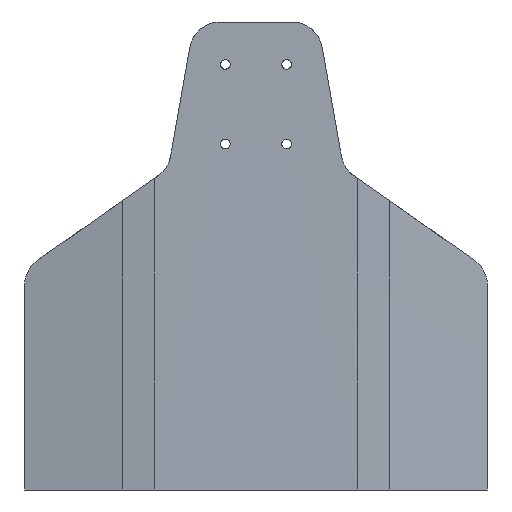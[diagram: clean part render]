
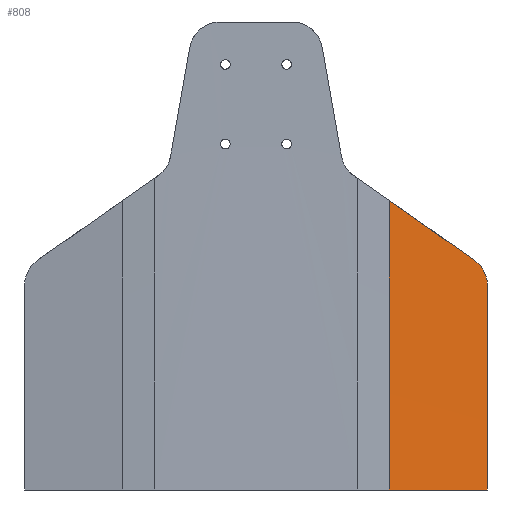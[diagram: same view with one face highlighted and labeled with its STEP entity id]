
A CAD part, front view. The second image highlights one B-rep face of the part: STEP entity #808.
In plain terms, the highlighted conical face has half-angle 9.594 degrees and reference radius 30005 mm.
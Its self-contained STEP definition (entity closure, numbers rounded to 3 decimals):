
#16=CONICAL_SURFACE('',#897,30005.,0.167);
#24=ELLIPSE('',#899,55716.85,31012.732);
#81=CIRCLE('',#896,30001.399);
#82=CIRCLE('',#898,30010.);
#108=FACE_OUTER_BOUND('',#158,.T.);
#158=EDGE_LOOP('',(#644,#645,#646,#647,#648));
#204=B_SPLINE_CURVE_WITH_KNOTS('',3,(#1537,#1538,#1539,#1540,#1541,#1542,
#1543,#1544,#1545,#1546,#1547,#1548,#1549,#1550),.UNSPECIFIED.,.F.,.F.,
(4,2,2,2,2,2,4),(0.948,1.22,1.522,1.825,
2.127,2.43,2.433),.UNSPECIFIED.);
#227=LINE('',#1173,#277);
#277=VECTOR('',#943,10.);
#329=VERTEX_POINT('',#1170);
#330=VERTEX_POINT('',#1172);
#379=VERTEX_POINT('',#1525);
#380=VERTEX_POINT('',#1534);
#381=VERTEX_POINT('',#1536);
#413=EDGE_CURVE('',#330,#329,#227,.T.);
#478=EDGE_CURVE('',#330,#379,#81,.T.);
#480=EDGE_CURVE('',#329,#380,#82,.T.);
#481=EDGE_CURVE('',#381,#380,#204,.T.);
#482=EDGE_CURVE('',#381,#379,#24,.T.);
#644=ORIENTED_EDGE('',*,*,#413,.T.);
#645=ORIENTED_EDGE('',*,*,#480,.T.);
#646=ORIENTED_EDGE('',*,*,#481,.F.);
#647=ORIENTED_EDGE('',*,*,#482,.T.);
#648=ORIENTED_EDGE('',*,*,#478,.F.);
#808=ADVANCED_FACE('',(#108),#16,.F.);
#896=AXIS2_PLACEMENT_3D('',#1526,#1052,#1053);
#897=AXIS2_PLACEMENT_3D('',#1533,#1054,#1055);
#898=AXIS2_PLACEMENT_3D('',#1535,#1056,#1057);
#899=AXIS2_PLACEMENT_3D('',#1551,#1058,#1059);
#943=DIRECTION('',(0.986,0.167,0.));
#1052=DIRECTION('center_axis',(1.,0.,0.));
#1053=DIRECTION('ref_axis',(0.,1.,0.007));
#1054=DIRECTION('center_axis',(1.,0.,0.));
#1055=DIRECTION('ref_axis',(0.,1.,0.));
#1056=DIRECTION('center_axis',(1.,0.,0.));
#1057=DIRECTION('ref_axis',(0.,0.,-1.));
#1058=DIRECTION('center_axis',(0.574,0.,0.819));
#1059=DIRECTION('ref_axis',(-0.819,0.,0.574));
#1170=CARTESIAN_POINT('',(120.,9.04,240.));
#1172=CARTESIAN_POINT('',(69.114,0.439,240.));
#1173=CARTESIAN_POINT('',(94.557,4.74,240.));
#1525=CARTESIAN_POINT('',(69.114,-1.136,389.996));
#1526=CARTESIAN_POINT('Origin',(69.114,-30000.,0.));
#1533=CARTESIAN_POINT('Origin',(90.42,-30000.,0.));
#1534=CARTESIAN_POINT('',(120.,8.005,346.036));
#1535=CARTESIAN_POINT('Origin',(120.,-30000.,0.));
#1536=CARTESIAN_POINT('',(113.177,6.698,359.142));
#1537=CARTESIAN_POINT('Ctrl Pts',(113.177,6.698,359.142));
#1538=CARTESIAN_POINT('Ctrl Pts',(113.945,6.834,358.605));
#1539=CARTESIAN_POINT('Ctrl Pts',(114.654,6.961,358.007));
#1540=CARTESIAN_POINT('Ctrl Pts',(116.,7.204,356.667));
#1541=CARTESIAN_POINT('Ctrl Pts',(116.666,7.326,355.868));
#1542=CARTESIAN_POINT('Ctrl Pts',(117.844,7.546,354.127));
#1543=CARTESIAN_POINT('Ctrl Pts',(118.354,7.643,353.184));
#1544=CARTESIAN_POINT('Ctrl Pts',(119.176,7.806,351.215));
#1545=CARTESIAN_POINT('Ctrl Pts',(119.488,7.87,350.187));
#1546=CARTESIAN_POINT('Ctrl Pts',(119.899,7.964,348.117));
#1547=CARTESIAN_POINT('Ctrl Pts',(119.998,7.993,347.075));
#1548=CARTESIAN_POINT('Ctrl Pts',(120.,8.005,346.057));
#1549=CARTESIAN_POINT('Ctrl Pts',(120.,8.005,346.046));
#1550=CARTESIAN_POINT('Ctrl Pts',(120.,8.005,346.036));
#1551=CARTESIAN_POINT('Origin',(11643.769,-30000.,-7714.665));
